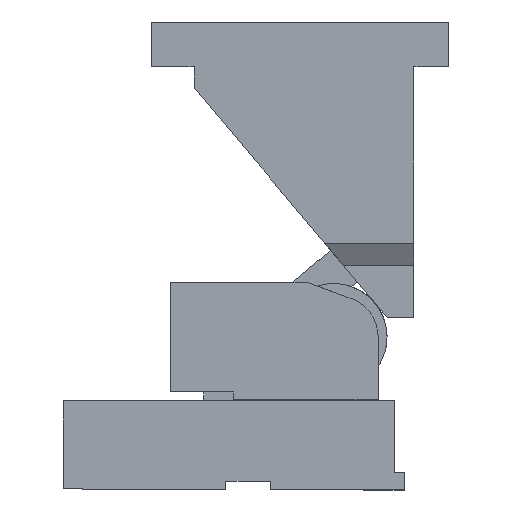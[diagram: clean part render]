
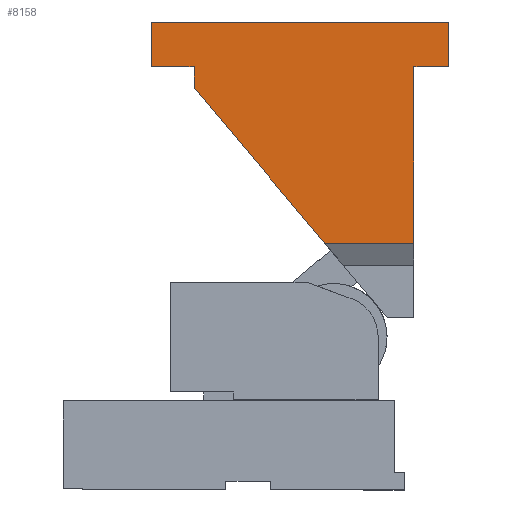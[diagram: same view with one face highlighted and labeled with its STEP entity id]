
A CAD part, front view. The second image highlights one B-rep face of the part: STEP entity #8158.
In plain terms, the highlighted face is planar.
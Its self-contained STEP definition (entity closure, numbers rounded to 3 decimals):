
#7841=CARTESIAN_POINT('Line Origine',(-22.5,148.,161.964)) ;
#7845=CARTESIAN_POINT('Vertex',(-22.5,148.,154.928)) ;
#7847=CARTESIAN_POINT('Vertex',(-22.5,148.,169.)) ;
#7881=CARTESIAN_POINT('Line Origine',(-22.5,162.25,169.)) ;
#7885=CARTESIAN_POINT('Vertex',(-22.5,176.5,169.)) ;
#7988=CARTESIAN_POINT('Line Origine',(-22.5,0.,109.5)) ;
#7992=CARTESIAN_POINT('Vertex',(-22.5,0.,169.)) ;
#7994=CARTESIAN_POINT('Vertex',(-22.5,0.,50.)) ;
#8037=CARTESIAN_POINT('Line Origine',(-22.5,-23.5,184.)) ;
#8041=CARTESIAN_POINT('Vertex',(-22.5,-23.5,199.)) ;
#8043=CARTESIAN_POINT('Vertex',(-22.5,-23.5,169.)) ;
#8077=CARTESIAN_POINT('Line Origine',(-22.5,29.977,50.)) ;
#8081=CARTESIAN_POINT('Vertex',(-22.5,59.955,50.)) ;
#8101=CARTESIAN_POINT('Line Origine',(-22.5,176.5,184.)) ;
#8105=CARTESIAN_POINT('Vertex',(-22.5,176.5,199.)) ;
#8127=CARTESIAN_POINT('Axis2P3D Location',(-22.5,0.,50.)) ;
#8132=CARTESIAN_POINT('Line Origine',(-22.5,-11.75,169.)) ;
#8137=CARTESIAN_POINT('Line Origine',(-22.5,76.5,199.)) ;
#8142=CARTESIAN_POINT('Line Origine',(-22.5,103.977,102.464)) ;
#7842=DIRECTION('Vector Direction',(0.,0.,1.)) ;
#7882=DIRECTION('Vector Direction',(0.,1.,0.)) ;
#7989=DIRECTION('Vector Direction',(0.,0.,-1.)) ;
#8038=DIRECTION('Vector Direction',(0.,0.,-1.)) ;
#8078=DIRECTION('Vector Direction',(0.,1.,0.)) ;
#8102=DIRECTION('Vector Direction',(0.,0.,-1.)) ;
#8128=DIRECTION('Axis2P3D Direction',(-1.,0.,0.)) ;
#8129=DIRECTION('Axis2P3D XDirection',(0.,0.,1.)) ;
#8133=DIRECTION('Vector Direction',(0.,1.,0.)) ;
#8138=DIRECTION('Vector Direction',(0.,1.,0.)) ;
#8143=DIRECTION('Vector Direction',(0.,-0.643,-0.766)) ;
#8130=AXIS2_PLACEMENT_3D('Plane Axis2P3D',#8127,#8128,#8129) ;
#8148=ORIENTED_EDGE('',*,*,#7996,.F.) ;
#8149=ORIENTED_EDGE('',*,*,#8136,.F.) ;
#8150=ORIENTED_EDGE('',*,*,#8045,.F.) ;
#8151=ORIENTED_EDGE('',*,*,#8141,.T.) ;
#8152=ORIENTED_EDGE('',*,*,#8107,.T.) ;
#8153=ORIENTED_EDGE('',*,*,#7887,.F.) ;
#8154=ORIENTED_EDGE('',*,*,#7849,.F.) ;
#8155=ORIENTED_EDGE('',*,*,#8146,.T.) ;
#8156=ORIENTED_EDGE('',*,*,#8083,.F.) ;
#7843=VECTOR('Line Direction',#7842,1.) ;
#7883=VECTOR('Line Direction',#7882,1.) ;
#7990=VECTOR('Line Direction',#7989,1.) ;
#8039=VECTOR('Line Direction',#8038,1.) ;
#8079=VECTOR('Line Direction',#8078,1.) ;
#8103=VECTOR('Line Direction',#8102,1.) ;
#8134=VECTOR('Line Direction',#8133,1.) ;
#8139=VECTOR('Line Direction',#8138,1.) ;
#8144=VECTOR('Line Direction',#8143,1.) ;
#8158=ADVANCED_FACE('PartBody',(#8157),#8131,.T.) ;
#7849=EDGE_CURVE('',#7846,#7848,#7844,.T.) ;
#7887=EDGE_CURVE('',#7848,#7886,#7884,.T.) ;
#7996=EDGE_CURVE('',#7993,#7995,#7991,.T.) ;
#8045=EDGE_CURVE('',#8042,#8044,#8040,.T.) ;
#8083=EDGE_CURVE('',#7995,#8082,#8080,.T.) ;
#8107=EDGE_CURVE('',#8106,#7886,#8104,.T.) ;
#8136=EDGE_CURVE('',#8044,#7993,#8135,.T.) ;
#8141=EDGE_CURVE('',#8042,#8106,#8140,.T.) ;
#8146=EDGE_CURVE('',#7846,#8082,#8145,.T.) ;
#8147=EDGE_LOOP('',(#8148,#8149,#8150,#8151,#8152,#8153,#8154,#8155,#8156)) ;
#8157=FACE_OUTER_BOUND('',#8147,.T.) ;
#7844=LINE('Line',#7841,#7843) ;
#7884=LINE('Line',#7881,#7883) ;
#7991=LINE('Line',#7988,#7990) ;
#8040=LINE('Line',#8037,#8039) ;
#8080=LINE('Line',#8077,#8079) ;
#8104=LINE('Line',#8101,#8103) ;
#8135=LINE('Line',#8132,#8134) ;
#8140=LINE('Line',#8137,#8139) ;
#8145=LINE('Line',#8142,#8144) ;
#8131=PLANE('Plane',#8130) ;
#7846=VERTEX_POINT('',#7845) ;
#7848=VERTEX_POINT('',#7847) ;
#7886=VERTEX_POINT('',#7885) ;
#7993=VERTEX_POINT('',#7992) ;
#7995=VERTEX_POINT('',#7994) ;
#8042=VERTEX_POINT('',#8041) ;
#8044=VERTEX_POINT('',#8043) ;
#8082=VERTEX_POINT('',#8081) ;
#8106=VERTEX_POINT('',#8105) ;
